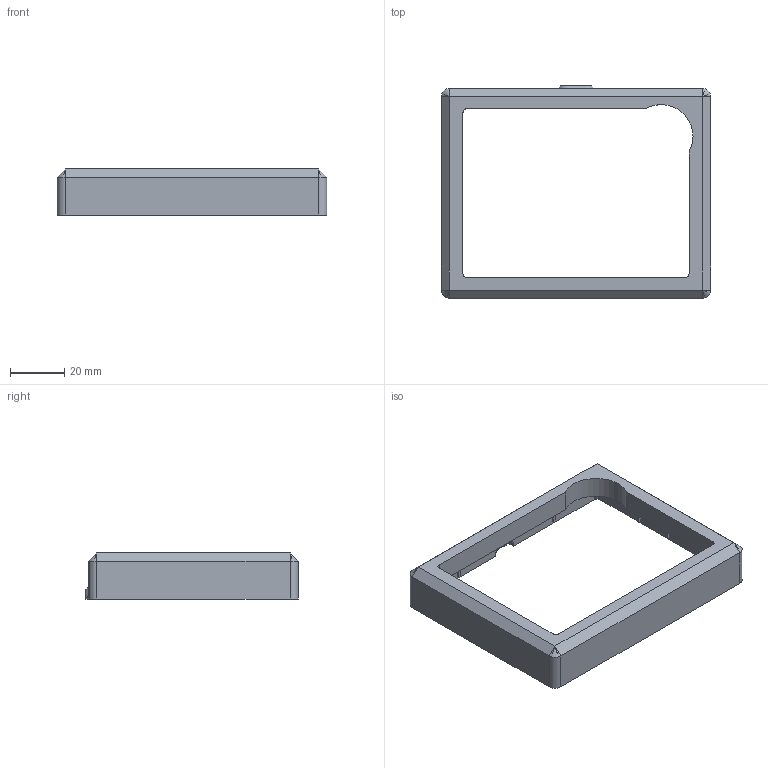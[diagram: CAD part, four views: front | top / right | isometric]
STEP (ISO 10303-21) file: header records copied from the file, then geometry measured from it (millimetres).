
FILE_DESCRIPTION(/* description */ (''),/* implementation_level */ '2;1');
FILE_NAME(/* name */ 'Enclosure_top.step',/* time_stamp */ '2023-10-19T16:28:11+03:00',/* author */ (''),/* organization */ (''),/* preprocessor_version */ 'ST-DEVELOPER v20',/* originating_system */ 'Autodesk Translation Framework v12.14.0.127',/* authorisation */ '');
FILE_SCHEMA (('AUTOMOTIVE_DESIGN { 1 0 10303 214 3 1 1 }'));
Length unit declared in the file: millimetre
Products named in the file (1): Enclosure_top
Bounding box: 99.5 x 78.5 x 17 mm (x, y, z)
Volume: 14889.6 mm3; surface area: 20637.2 mm2
Topology: 1 solids, 1 shells, 216 faces, 607 edges, 393 vertices
Faces by surface type: plane 166, cylinder 30, cone 20
Full cylindrical faces by diameter (mm): 2.5 x4
Entity records: 6875 total; most frequent: CARTESIAN_POINT 1237, ORIENTED_EDGE 1206, DIRECTION 1117, EDGE_CURVE 603, LINE 499, VECTOR 499, VERTEX_POINT 393, AXIS2_PLACEMENT_3D 309
